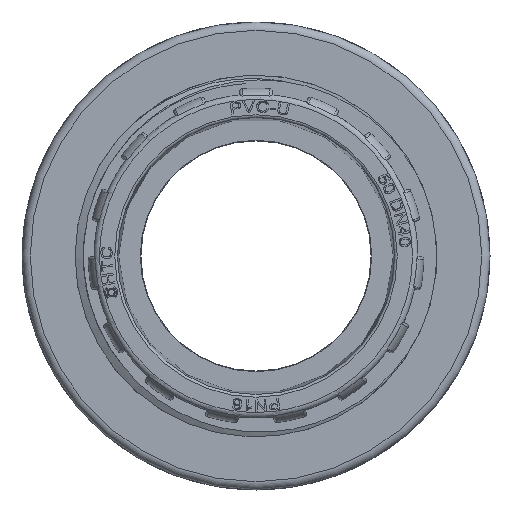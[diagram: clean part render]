
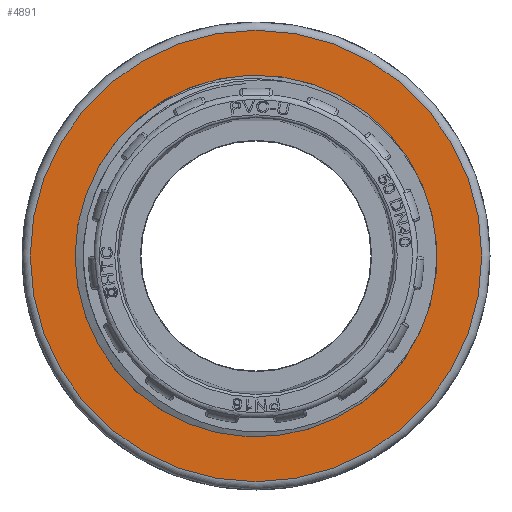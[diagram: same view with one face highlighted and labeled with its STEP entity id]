
A CAD part, front view. The second image highlights one B-rep face of the part: STEP entity #4891.
In plain terms, the highlighted planar face has unit normal (0, -1, 0).
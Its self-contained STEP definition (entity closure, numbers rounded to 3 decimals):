
#4468=PLANE('',#16489);
#4891=ADVANCED_FACE('',(#5928,#5929),#4468,.T.);
#5928=FACE_BOUND('',#6133,.T.);
#5929=FACE_BOUND('',#6134,.T.);
#6133=EDGE_LOOP('',(#7686));
#6134=EDGE_LOOP('',(#7687));
#7686=ORIENTED_EDGE('',*,*,#13986,.T.);
#7687=ORIENTED_EDGE('',*,*,#13987,.T.);
#12315=VERTEX_POINT('',#26325);
#12316=VERTEX_POINT('',#26327);
#13986=EDGE_CURVE('',#12315,#12315,#15998,.T.);
#13987=EDGE_CURVE('',#12316,#12316,#15999,.T.);
#15998=CIRCLE('',#16487,41.);
#15999=CIRCLE('',#16488,32.855);
#16487=AXIS2_PLACEMENT_3D('',#26324,#17852,#17853);
#16488=AXIS2_PLACEMENT_3D('',#26326,#17854,#17855);
#16489=AXIS2_PLACEMENT_3D('',#26328,#17856,#17857);
#17852=DIRECTION('',(0.,-1.,0.));
#17853=DIRECTION('',(-1.,0.,0.));
#17854=DIRECTION('',(0.,1.,0.));
#17855=DIRECTION('',(-1.,0.,0.));
#17856=DIRECTION('',(0.,-1.,0.));
#17857=DIRECTION('',(-1.,0.,0.));
#26324=CARTESIAN_POINT('',(1147.544,97.975,0.));
#26325=CARTESIAN_POINT('',(1106.544,97.975,0.));
#26326=CARTESIAN_POINT('',(1147.544,97.975,0.));
#26327=CARTESIAN_POINT('',(1114.689,97.975,0.));
#26328=CARTESIAN_POINT('',(1147.544,97.975,0.));
